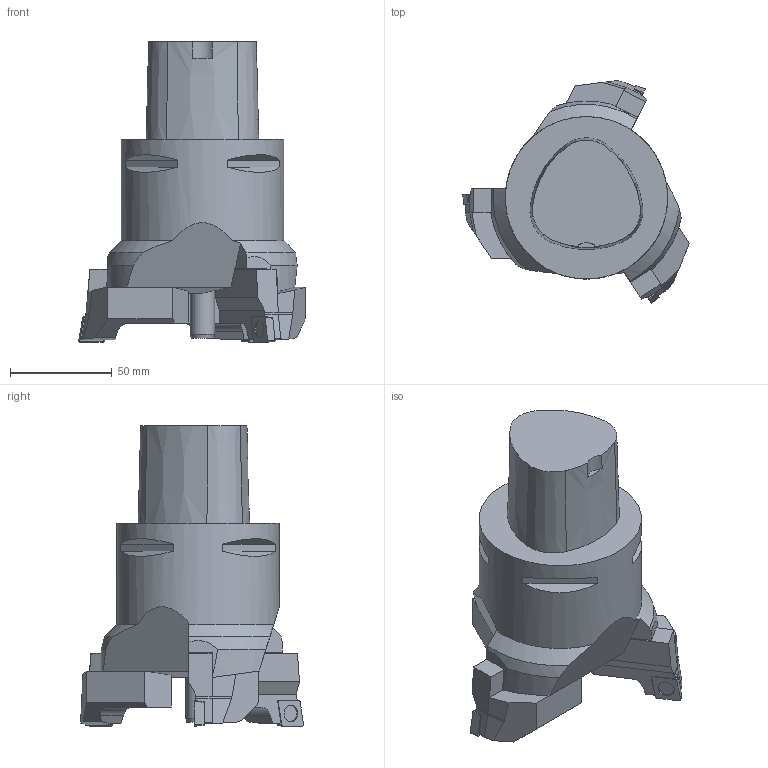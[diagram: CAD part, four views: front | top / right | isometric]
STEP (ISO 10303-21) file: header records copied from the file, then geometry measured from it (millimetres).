
FILE_DESCRIPTION(/* description */ (''),/* implementation_level */ '2;1');
FILE_NAME(/* name */ '1566377776810.stp',/* time_stamp */ '2019-08-21T10:56:23+02:00',/* author */ (''),/* organization */ ('SMS'),/* preprocessor_version */ 'ST-DEVELOPER v16.7',/* originating_system */ 'SIEMENS PLM Software NX 12.0',/* authorisation */ '');
FILE_SCHEMA (('AUTOMOTIVE_DESIGN { 1 0 10303 214 3 1 1 1 }'));
Length unit declared in the file: millimetre
Products named in the file (7): ASSEMBLY_CONSTRUCTION; IsoTurningInsert; 201082034mod000_00; 200956896mod000_01; 201082086mod000_01; 201082144mod000_01
Assembly tree (8 placements, depth 3):
  201082144mod000_01
    200956896mod000_01
    201082086mod000_01  x3
      201082034mod000_00
      IsoTurningInsert
      ASSEMBLY_CONSTRUCTION
    ASSEMBLY_CONSTRUCTION
Bounding box: 111.63 x 109.78 x 148 mm (x, y, z)
Volume: 562053.1 mm3; surface area: 64239.1 mm2
Topology: 7 solids, 7 shells, 189 faces, 488 edges, 347 vertices
Faces by surface type: plane 122, cone 31, cylinder 21, torus 12, extrusion 3
Full cylindrical faces by diameter (mm): 5.5 x6, 12.012 x1, 80 x1
Entity records: 3354 total; most frequent: CARTESIAN_POINT 659, DIRECTION 534, ORIENTED_EDGE 474, EDGE_CURVE 237, AXIS2_PLACEMENT_3D 195, VERTEX_POINT 162, VECTOR 144, LINE 143
